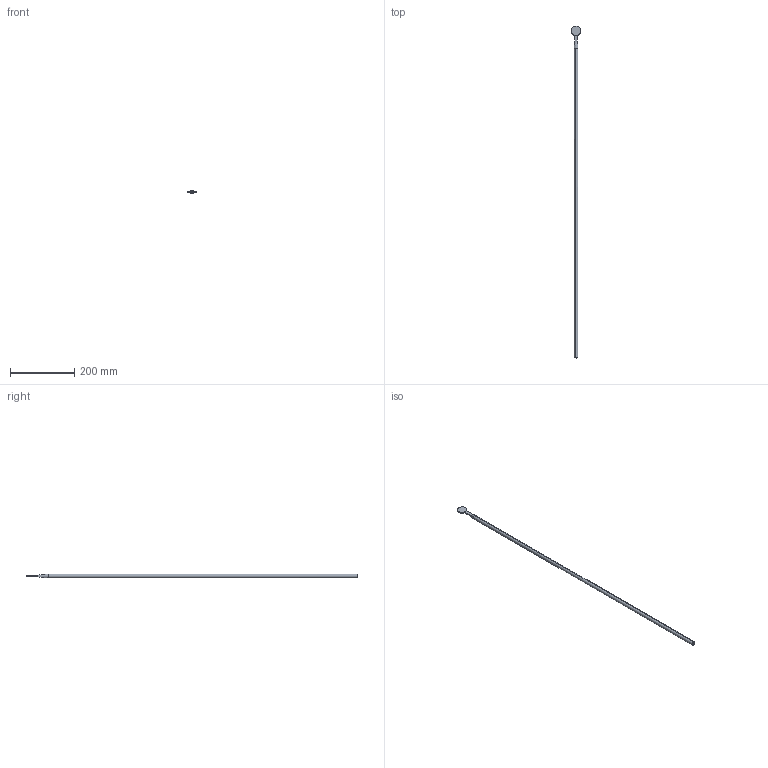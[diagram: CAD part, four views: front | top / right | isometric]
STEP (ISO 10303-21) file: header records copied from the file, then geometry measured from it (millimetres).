
FILE_DESCRIPTION (( 'STEP AP203' ), '1' );
FILE_NAME ('1445-VA.step', '2015-09-17T14:44:40', ( '' ), ( '' ), 'SwSTEP 2.0', 'SolidWorks 2015', '' );
FILE_SCHEMA (( 'CONFIG_CONTROL_DESIGN' ));
Length unit declared in the file: millimetre
Products named in the file (1): 1445-VA
Bounding box: 30 x 1029.99 x 12 mm (x, y, z)
Volume: 113321.4 mm3; surface area: 39176.1 mm2
Topology: 1 solids, 1 shells, 205 faces, 546 edges, 364 vertices
Faces by surface type: plane 138, bspline 62, cylinder 5
Entity records: 9481 total; most frequent: CARTESIAN_POINT 4748, ORIENTED_EDGE 1092, DIRECTION 698, EDGE_CURVE 546, VECTOR 406, LINE 406, VERTEX_POINT 364, EDGE_LOOP 226
